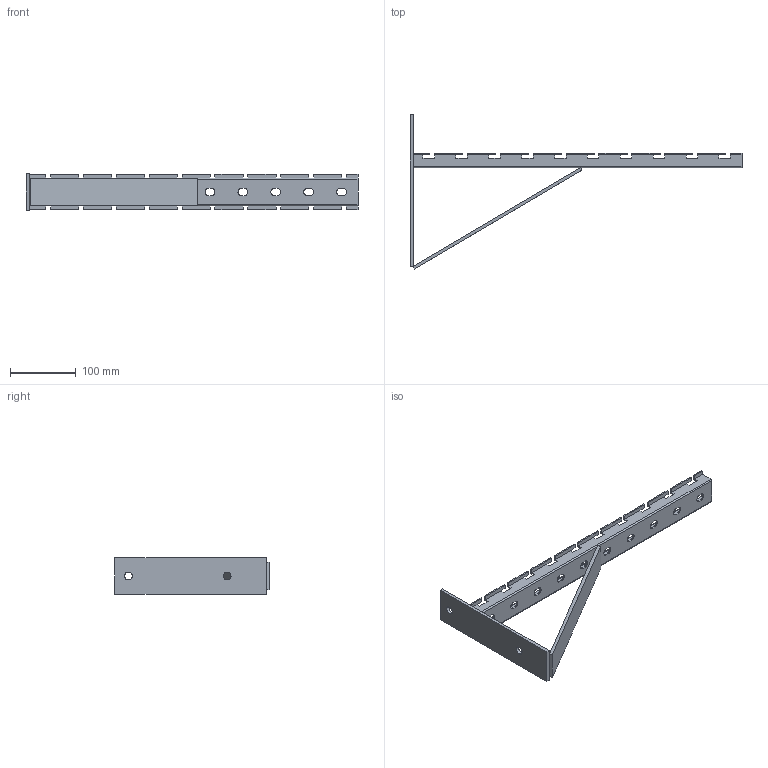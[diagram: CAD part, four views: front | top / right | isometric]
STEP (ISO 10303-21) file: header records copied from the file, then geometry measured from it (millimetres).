
FILE_DESCRIPTION (( 'STEP AP214' ), '1' );
FILE_NAME ('LC-CWB450_3D.step', '2023-05-09T16:28:19', ( '' ), ( '' ), 'SwSTEP 2.0', 'SolidWorks 2022', '' );
FILE_SCHEMA (( 'AUTOMOTIVE_DESIGN' ));
Length unit declared in the file: millimetre
Products named in the file (1): LC-CWB450_3D
Bounding box: 504.75 x 234.31 x 55 mm (x, y, z)
Volume: 203485.9 mm3; surface area: 143732 mm2
Topology: 3 solids, 3 shells, 278 faces, 776 edges, 504 vertices
Faces by surface type: plane 206, cylinder 72
Entity records: 8924 total; most frequent: CARTESIAN_POINT 1559, ORIENTED_EDGE 1552, DIRECTION 1478, EDGE_CURVE 776, LINE 632, VECTOR 632, VERTEX_POINT 504, AXIS2_PLACEMENT_3D 423
